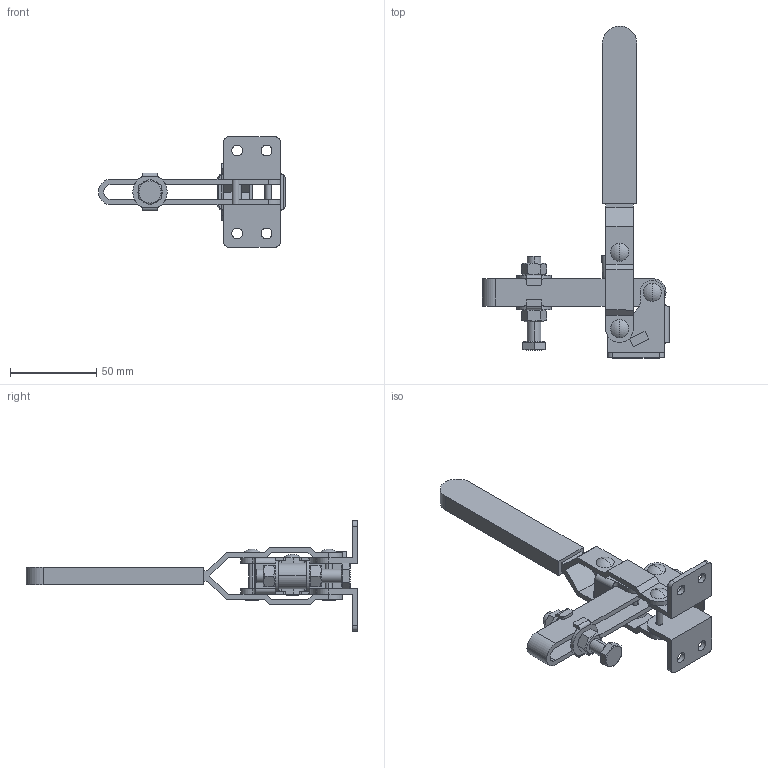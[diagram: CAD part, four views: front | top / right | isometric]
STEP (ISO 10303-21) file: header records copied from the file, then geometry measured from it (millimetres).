
FILE_DESCRIPTION (( 'STEP AP214' ), '1' );
FILE_NAME ('GH-11412(Â²¤Æ).STEP', '2020-05-22T05:43:42', ( 'LinWei' ), ( '' ), 'SwSTEP 2.0', 'SolidWorks 2016', '' );
FILE_SCHEMA (( 'AUTOMOTIVE_DESIGN' ));
Length unit declared in the file: millimetre
Products named in the file (6): 11141208-1^GH-11412(簡化); Group5^GH-11412(簡化); Group4^GH-11412(簡化); Group2^GH-11412(簡化); Group1^GH-11412(簡化); GH-11412(簡化)
Assembly tree (5 placements, depth 2):
  GH-11412(簡化)
    Group1^GH-11412(簡化)
    Group2^GH-11412(簡化)
    Group4^GH-11412(簡化)
    Group5^GH-11412(簡化)
    11141208-1^GH-11412(簡化)
Bounding box: 108.5 x 192.5 x 64 mm (x, y, z)
Volume: 60708.9 mm3; surface area: 37804.2 mm2
Topology: 5 solids, 5 shells, 255 faces, 655 edges, 428 vertices
Faces by surface type: plane 128, cylinder 97, cone 12, torus 10, sphere 8
Entity records: 9239 total; most frequent: CARTESIAN_POINT 1856, DIRECTION 1369, ORIENTED_EDGE 1310, EDGE_CURVE 655, AXIS2_PLACEMENT_3D 505, VERTEX_POINT 428, VECTOR 359, LINE 359
